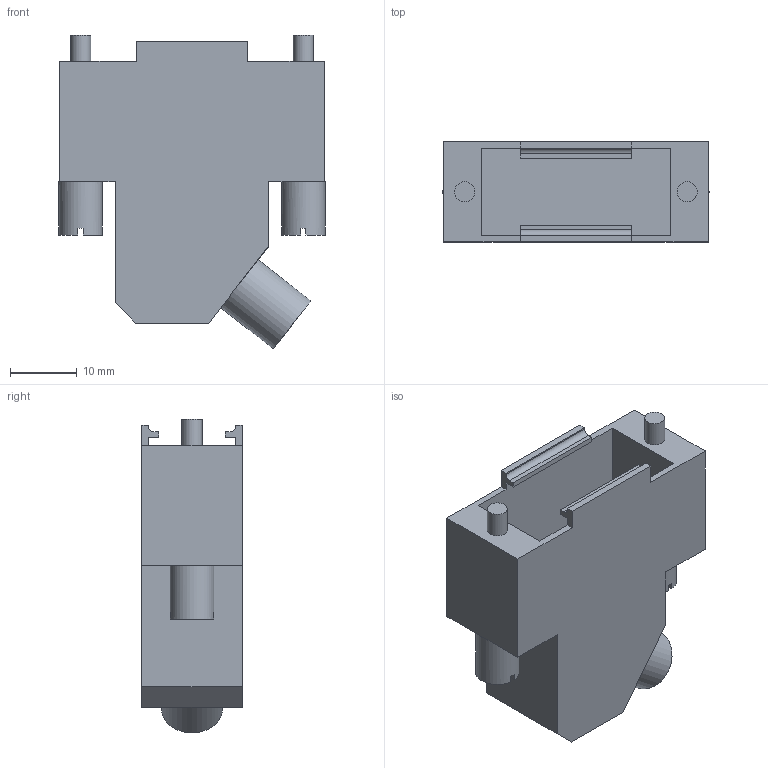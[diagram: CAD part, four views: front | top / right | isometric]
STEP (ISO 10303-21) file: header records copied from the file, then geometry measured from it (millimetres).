
FILE_DESCRIPTION(/* description */ (''),/* implementation_level */ '2;1');
FILE_NAME(/* name */ '100101702ugm000_a.stp',/* time_stamp */ '2014-03-18T14:24:45+01:00',/* author */ (''),/* organization */ (''),/* preprocessor_version */ 'ST-DEVELOPER v15',/* originating_system */ 'SIEMENS PLM Software NX 8.5',/* authorisation */ '');
FILE_SCHEMA (('AUTOMOTIVE_DESIGN { 1 0 10303 214 3 1 1 1 }'));
Length unit declared in the file: millimetre
Products named in the file (1): 100101702ugm000_a
Bounding box: 39.79 x 15 x 46.92 mm (x, y, z)
Volume: 12612 mm3; surface area: 6873.4 mm2
Topology: 1 solids, 1 shells, 54 faces, 157 edges, 159 vertices
Faces by surface type: plane 47, cylinder 7
Full cylindrical faces by diameter (mm): 3 x2, 6.5 x2, 9.1 x1
Entity records: 2244 total; most frequent: CARTESIAN_POINT 340, DIRECTION 290, ORIENTED_EDGE 276, EDGE_CURVE 138, LINE 128, VECTOR 128, VERTEX_POINT 94, PRESENTATION_STYLE_ASSIGNMENT 88
